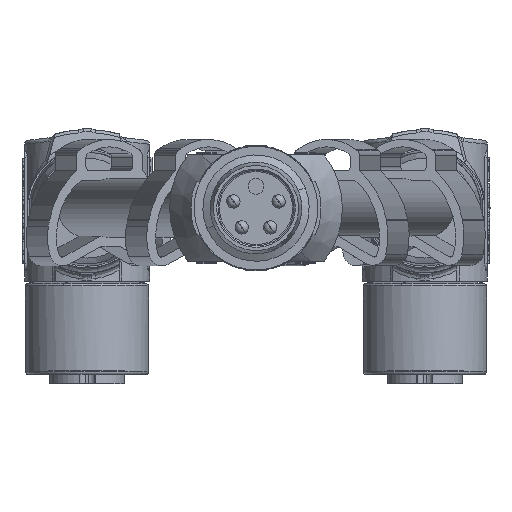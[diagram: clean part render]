
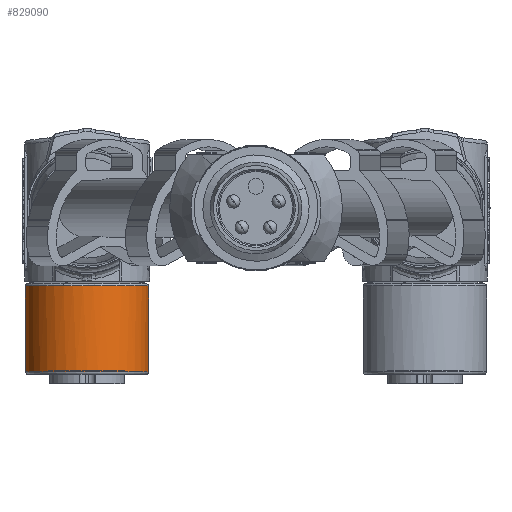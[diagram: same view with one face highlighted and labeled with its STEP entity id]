
A CAD part, left-side view. The second image highlights one B-rep face of the part: STEP entity #829090.
In plain terms, the highlighted cylindrical face has radius 4.65 mm (diameter 9.3 mm), a partial arc.
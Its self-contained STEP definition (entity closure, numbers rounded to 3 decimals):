
#514060=CARTESIAN_POINT('',(26.317,46.328,
213.19));
#514070=DIRECTION('',(1.,0.,0.));
#514080=DIRECTION('',(0.,0.383,
-0.924));
#514090=AXIS2_PLACEMENT_3D('',#514060,#514070,#514080);
#514100=CIRCLE('',#514090,4.65);
#514110=CARTESIAN_POINT('',(26.317,41.678,
213.19));
#514120=VERTEX_POINT('',#514110);
#514130=CARTESIAN_POINT('',(26.317,48.108,
208.894));
#514140=VERTEX_POINT('',#514130);
#514150=EDGE_CURVE('',#514120,#514140,#514100,.T.);
#514460=CARTESIAN_POINT('',(25.263,46.328,
213.19));
#514470=DIRECTION('',(1.,0.,0.));
#514480=DIRECTION('',(0.,-1.,0.));
#514490=AXIS2_PLACEMENT_3D('',#514460,#514470,#514480);
#514500=CYLINDRICAL_SURFACE('',#514490,4.65);
#514510=CARTESIAN_POINT('',(26.317,50.978,
213.19));
#514520=VERTEX_POINT('',#514510);
#514550=CARTESIAN_POINT('',(25.263,50.978,
213.19));
#514560=DIRECTION('',(1.,0.,0.));
#514570=VECTOR('',#514560,1.);
#514580=LINE('',#514550,#514570);
#514590=CARTESIAN_POINT('',(32.765,50.978,
213.19));
#514600=VERTEX_POINT('',#514590);
#514610=EDGE_CURVE('',#514520,#514600,#514580,.T.);
#514630=CARTESIAN_POINT('',(32.765,46.328,
213.19));
#514640=DIRECTION('',(1.,0.,0.));
#514650=DIRECTION('',(0.,-1.,0.));
#514660=AXIS2_PLACEMENT_3D('',#514630,#514640,#514650);
#514670=CIRCLE('',#514660,4.65);
#514680=CARTESIAN_POINT('',(32.765,41.678,
213.19));
#514690=VERTEX_POINT('',#514680);
#514720=CARTESIAN_POINT('',(25.263,41.678,
213.19));
#514730=DIRECTION('',(1.,0.,0.));
#514740=VECTOR('',#514730,1.);
#514750=LINE('',#514720,#514740);
#514760=EDGE_CURVE('',#514120,#514690,#514750,.T.);
#515030=EDGE_CURVE('',#514690,#514600,#514670,.T.);
#829010=ORIENTED_EDGE('',*,*,#514610,.T.);
#829020=EDGE_CURVE('',#514140,#514520,#514100,.T.);
#829030=ORIENTED_EDGE('',*,*,#829020,.T.);
#829040=ORIENTED_EDGE('',*,*,#514150,.T.);
#829050=ORIENTED_EDGE('',*,*,#514760,.F.);
#829060=ORIENTED_EDGE('',*,*,#515030,.F.);
#829070=EDGE_LOOP('',(#829060,#829050,#829040,#829030,#829010));
#829080=FACE_OUTER_BOUND('',#829070,.T.);
#829090=ADVANCED_FACE('',(#829080),#514500,.T.);
